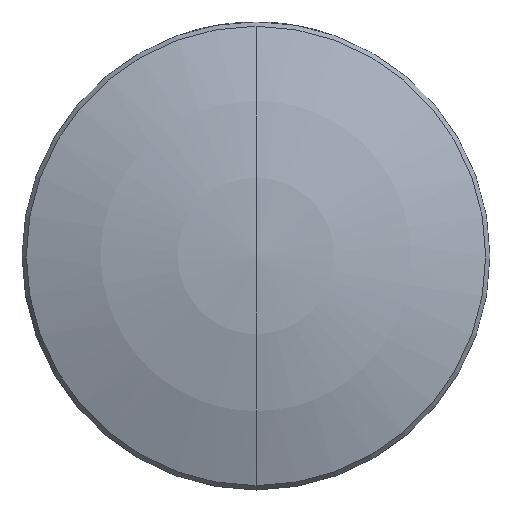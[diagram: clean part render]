
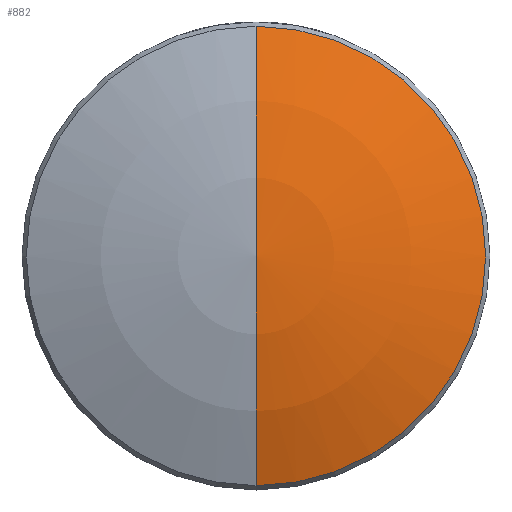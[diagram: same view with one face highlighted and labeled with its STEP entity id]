
A CAD part, top view. The second image highlights one B-rep face of the part: STEP entity #882.
In plain terms, the highlighted toroidal (fillet/blend) face has major radius 0.007 mm and minor radius 34.5 mm.
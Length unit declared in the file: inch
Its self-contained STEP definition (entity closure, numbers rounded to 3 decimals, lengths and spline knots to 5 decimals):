
#41 = ORIENTED_EDGE ( 'NONE', *, *, #797, .T. ) ;
#44 = DIRECTION ( 'NONE',  ( 0., 0., -1. ) ) ;
#270 = CARTESIAN_POINT ( 'NONE',  ( 0.22693, 0.4916, -0.40589 ) ) ;
#484 = CIRCLE ( 'NONE', #1050, 0.49088 ) ;
#532 = CARTESIAN_POINT ( 'NONE',  ( 0.22693, 0.98248, 0.86067 ) ) ;
#556 = CARTESIAN_POINT ( 'NONE',  ( 0.22693, 0.4916, 0.86067 ) ) ;
#565 = VERTEX_POINT ( 'NONE', #1624 ) ;
#569 = VERTEX_POINT ( 'NONE', #2680 ) ;
#666 = AXIS2_PLACEMENT_3D ( 'NONE', #1431, #2110, #1475 ) ;
#700 = DIRECTION ( 'NONE',  ( 0., 1., 0. ) ) ;
#797 = EDGE_CURVE ( 'NONE', #569, #565, #961, .T. ) ;
#859 = DIRECTION ( 'NONE',  ( 0., 1., 0. ) ) ;
#882 = ADVANCED_FACE ( 'NONE', ( #2251 ), #1241, .T. ) ;
#961 = CIRCLE ( 'NONE', #2535, 1.35827 ) ;
#998 = ORIENTED_EDGE ( 'NONE', *, *, #2475, .T. ) ;
#1050 = AXIS2_PLACEMENT_3D ( 'NONE', #556, #1399, #2238 ) ;
#1225 = AXIS2_PLACEMENT_3D ( 'NONE', #270, #44, #700 ) ;
#1241 = TOROIDAL_SURFACE ( 'NONE', #1225, 0.00026, 1.35827 ) ;
#1285 = CIRCLE ( 'NONE', #666, 1.35827 ) ;
#1399 = DIRECTION ( 'NONE',  ( 0., 0., 1. ) ) ;
#1431 = CARTESIAN_POINT ( 'NONE',  ( 0.22693, 0.49185, -0.40589 ) ) ;
#1475 = DIRECTION ( 'NONE',  ( 0., 0., 1. ) ) ;
#1624 = CARTESIAN_POINT ( 'NONE',  ( 0.22693, 0.00071, 0.86067 ) ) ;
#1756 = ORIENTED_EDGE ( 'NONE', *, *, #2228, .F. ) ;
#1936 = CARTESIAN_POINT ( 'NONE',  ( 0.22693, 0.49134, -0.40589 ) ) ;
#2110 = DIRECTION ( 'NONE',  ( -1., 0., 0. ) ) ;
#2135 = VERTEX_POINT ( 'NONE', #532 ) ;
#2138 = DIRECTION ( 'NONE',  ( 1., 0., 0. ) ) ;
#2228 = EDGE_CURVE ( 'NONE', #569, #2135, #1285, .T. ) ;
#2238 = DIRECTION ( 'NONE',  ( 0., 1., 0. ) ) ;
#2251 = FACE_OUTER_BOUND ( 'NONE', #2526, .T. ) ;
#2475 = EDGE_CURVE ( 'NONE', #565, #2135, #484, .T. ) ;
#2526 = EDGE_LOOP ( 'NONE', ( #1756, #41, #998 ) ) ;
#2535 = AXIS2_PLACEMENT_3D ( 'NONE', #1936, #2138, #859 ) ;
#2680 = CARTESIAN_POINT ( 'NONE',  ( 0.22693, 0.4916, 0.95238 ) ) ;
